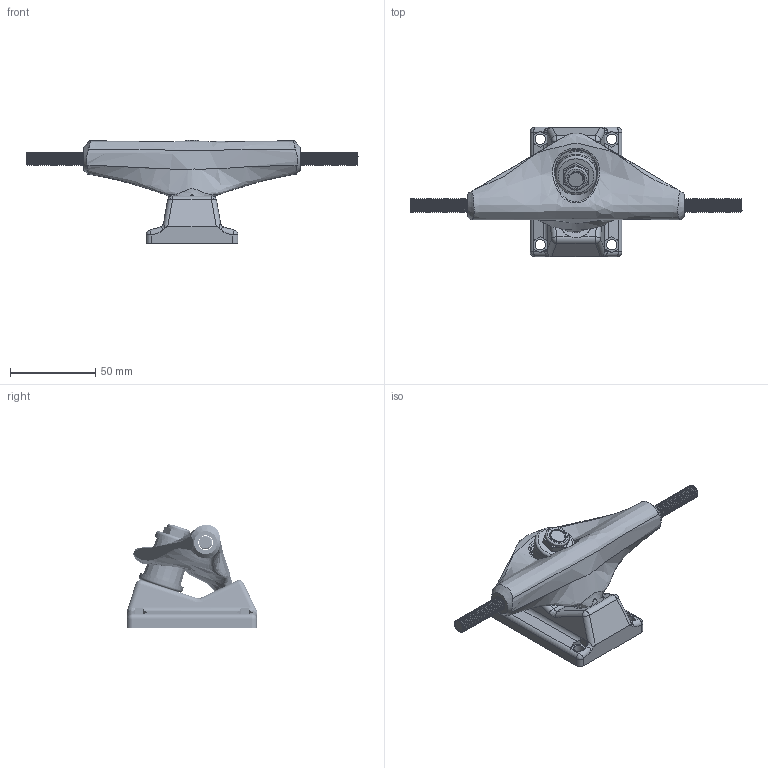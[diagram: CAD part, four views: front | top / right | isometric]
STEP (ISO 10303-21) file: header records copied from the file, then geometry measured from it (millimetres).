
FILE_DESCRIPTION(/* description */ (''),/* implementation_level */ '2;1');
FILE_NAME(/* name */ 'Base v50.step',/* time_stamp */ '2017-09-20T11:17:16+02:00',/* author */ (''),/* organization */ (''),/* preprocessor_version */ 'ST-DEVELOPER v16.13',/* originating_system */ 'Autodesk Translation Framework v6.1.1.50',/* authorisation */ '');
FILE_SCHEMA (('AUTOMOTIVE_DESIGN { 1 0 10303 214 3 1 1 }'));
Products named in the file (11): Base v51; Pivot Bushing; Base Plate; Hanger; Lower Washer; Upper Washer; Lower Bushing; Upper Bushing; Kingpin; Lock Nut; M8 Threaded Rod
Assembly tree (10 placements, depth 2):
  Base v51
    Pivot Bushing
    Base Plate
    Hanger
    Lower Washer
    Upper Washer
    Lower Bushing
    Upper Bushing
    Kingpin
    Lock Nut
    M8 Threaded Rod
Bounding box: 195 x 76 x 60.91 mm (x, y, z)
Volume: 144612.9 mm3; surface area: 50936.5 mm2
Topology: 10 solids, 10 shells, 954 faces, 2550 edges, 1674 vertices
Faces by surface type: bspline 436, plane 397, cylinder 79, cone 24, sphere 11, torus 7
Full cylindrical faces by diameter (mm): 3.5 x1, 6 x4, 8.6 x1, 9.2 x1, 9.85 x11, 10.2 x1, 10.3 x1, 10.5 x2, 10.516 x2, 10.69 x4, 11.5 x8, 14 x1, 18.2 x1, 18.5 x1, 22 x1, 24 x1, 24.8 x1, 26.8 x1
Entity records: 60061 total; most frequent: CARTESIAN_POINT 39567, ORIENTED_EDGE 4852, DIRECTION 2812, EDGE_CURVE 2426, VERTEX_POINT 1629, LINE 1332, VECTOR 1332, EDGE_LOOP 1097
